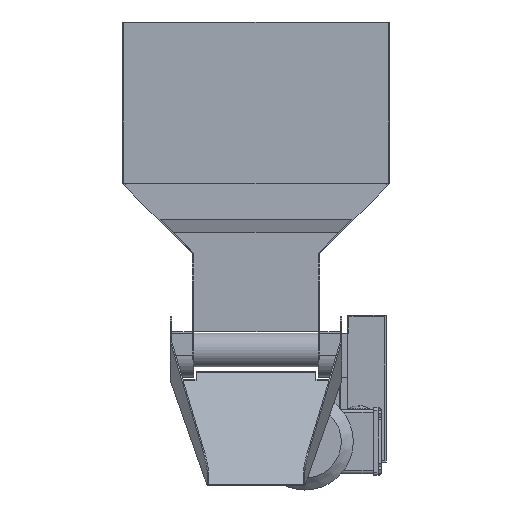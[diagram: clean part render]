
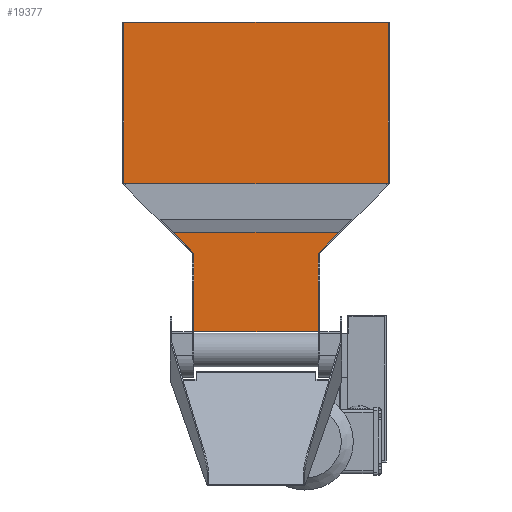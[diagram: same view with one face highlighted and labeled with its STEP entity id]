
A CAD part, front view. The second image highlights one B-rep face of the part: STEP entity #19377.
In plain terms, the highlighted planar face has unit normal (0, -1, 0).
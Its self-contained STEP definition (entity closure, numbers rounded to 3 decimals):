
#5821=ORIENTED_EDGE('',*,*,#9899,.F.);
#5822=ORIENTED_EDGE('',*,*,#9891,.F.);
#5823=ORIENTED_EDGE('',*,*,#9911,.F.);
#5824=ORIENTED_EDGE('',*,*,#9952,.T.);
#5825=ORIENTED_EDGE('',*,*,#9955,.F.);
#5826=ORIENTED_EDGE('',*,*,#9956,.F.);
#5827=ORIENTED_EDGE('',*,*,#9957,.F.);
#5828=ORIENTED_EDGE('',*,*,#9953,.F.);
#9891=EDGE_CURVE('',#12019,#12020,#13515,.T.);
#9899=EDGE_CURVE('',#12020,#12027,#13523,.T.);
#9911=EDGE_CURVE('',#12037,#12019,#13533,.T.);
#9952=EDGE_CURVE('',#12037,#12067,#13572,.T.);
#9953=EDGE_CURVE('',#12027,#12068,#13573,.T.);
#9955=EDGE_CURVE('',#12069,#12067,#13575,.T.);
#9956=EDGE_CURVE('',#12070,#12069,#13576,.T.);
#9957=EDGE_CURVE('',#12068,#12070,#13577,.T.);
#12019=VERTEX_POINT('',#26361);
#12020=VERTEX_POINT('',#26363);
#12027=VERTEX_POINT('',#26380);
#12037=VERTEX_POINT('',#26402);
#12067=VERTEX_POINT('',#26481);
#12068=VERTEX_POINT('',#26485);
#12069=VERTEX_POINT('',#26489);
#12070=VERTEX_POINT('',#26491);
#13515=LINE('',#26362,#15229);
#13523=LINE('',#26379,#15237);
#13533=LINE('',#26403,#15247);
#13572=LINE('',#26482,#15286);
#13573=LINE('',#26484,#15287);
#13575=LINE('',#26488,#15289);
#13576=LINE('',#26490,#15290);
#13577=LINE('',#26492,#15291);
#15229=VECTOR('',#22025,1000.);
#15237=VECTOR('',#22037,1000.);
#15247=VECTOR('',#22053,1000.);
#15286=VECTOR('',#22112,1000.);
#15287=VECTOR('',#22115,1000.);
#15289=VECTOR('',#22119,1000.);
#15290=VECTOR('',#22120,1000.);
#15291=VECTOR('',#22121,1000.);
#16879=EDGE_LOOP('',(#5821,#5822,#5823,#5824,#5825,#5826,#5827,#5828));
#17809=FACE_BOUND('',#16879,.T.);
#18691=PLANE('',#20350);
#19377=ADVANCED_FACE('',(#17809),#18691,.F.);
#20350=AXIS2_PLACEMENT_3D('',#26487,#22117,#22118);
#22025=DIRECTION('',(-0.707,0.,-0.707));
#22037=DIRECTION('',(0.,0.,-1.));
#22053=DIRECTION('',(0.,0.,-1.));
#22112=DIRECTION('',(-1.,0.,0.));
#22115=DIRECTION('',(-1.,0.,0.));
#22117=DIRECTION('',(0.,1.,0.));
#22118=DIRECTION('',(0.,0.,1.));
#22119=DIRECTION('',(0.,0.,1.));
#22120=DIRECTION('',(-0.707,0.,0.707));
#22121=DIRECTION('',(0.,0.,1.));
#26361=CARTESIAN_POINT('',(148.502,730.5,168.502));
#26362=CARTESIAN_POINT('',(70.,730.5,90.));
#26363=CARTESIAN_POINT('',(70.,730.5,90.));
#26379=CARTESIAN_POINT('',(70.,730.5,90.));
#26380=CARTESIAN_POINT('',(70.,730.5,1.5));
#26402=CARTESIAN_POINT('',(148.502,730.5,349.466));
#26403=CARTESIAN_POINT('',(148.502,730.5,350.));
#26481=CARTESIAN_POINT('',(-148.502,730.5,349.466));
#26482=CARTESIAN_POINT('',(865.057,730.5,349.466));
#26484=CARTESIAN_POINT('',(865.057,730.5,1.5));
#26485=CARTESIAN_POINT('',(-70.,730.5,1.5));
#26487=CARTESIAN_POINT('',(865.057,730.5,1.5));
#26488=CARTESIAN_POINT('',(-148.502,730.5,350.));
#26489=CARTESIAN_POINT('',(-148.502,730.5,168.502));
#26490=CARTESIAN_POINT('',(-70.,730.5,90.));
#26491=CARTESIAN_POINT('',(-70.,730.5,90.));
#26492=CARTESIAN_POINT('',(-70.,730.5,90.));
